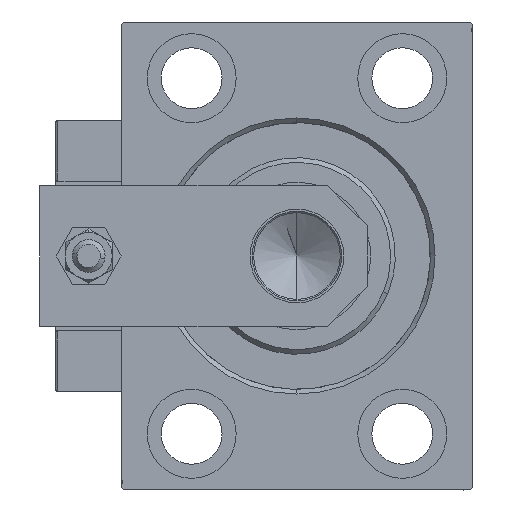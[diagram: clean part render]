
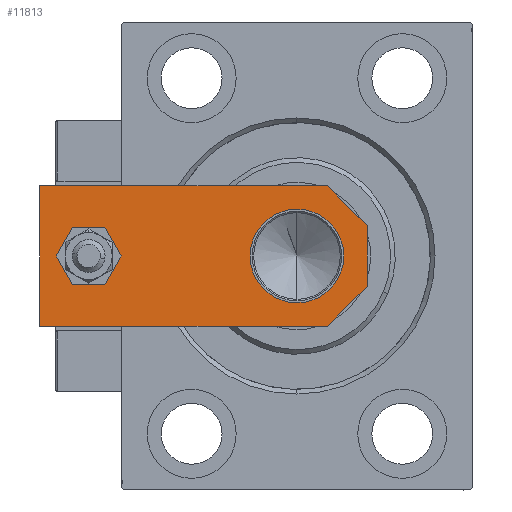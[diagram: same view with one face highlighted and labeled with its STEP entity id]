
A CAD part, left-side view. The second image highlights one B-rep face of the part: STEP entity #11813.
In plain terms, the highlighted face is planar.
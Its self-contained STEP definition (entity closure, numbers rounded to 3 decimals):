
#315 = VERTEX_POINT ( 'NONE', #38469 ) ;
#356 = DIRECTION ( 'NONE',  ( 1., 0., 0. ) ) ;
#830 = VECTOR ( 'NONE', #32068, 1000. ) ;
#1603 = DIRECTION ( 'NONE',  ( 1., 0., 0. ) ) ;
#2842 = ORIENTED_EDGE ( 'NONE', *, *, #32340, .T. ) ;
#3088 = CARTESIAN_POINT ( 'NONE',  ( 3.25, -3.25, 8. ) ) ;
#3543 = EDGE_CURVE ( 'NONE', #30980, #38527, #23710, .T. ) ;
#3646 = VECTOR ( 'NONE', #20072, 1000. ) ;
#4614 = EDGE_CURVE ( 'NONE', #15264, #49243, #37918, .T. ) ;
#4821 = FACE_BOUND ( 'NONE', #48960, .T. ) ;
#5344 = FACE_BOUND ( 'NONE', #35543, .T. ) ;
#5388 = VECTOR ( 'NONE', #1603, 1000. ) ;
#5560 = LINE ( 'NONE', #45322, #11839 ) ;
#6427 = CARTESIAN_POINT ( 'NONE',  ( -3.25, -3.25, 8. ) ) ;
#7358 = CARTESIAN_POINT ( 'NONE',  ( 15., 70., 8. ) ) ;
#7407 = AXIS2_PLACEMENT_3D ( 'NONE', #15772, #42996, #19704 ) ;
#8137 = EDGE_CURVE ( 'NONE', #47995, #15264, #35165, .T. ) ;
#8188 = DIRECTION ( 'NONE',  ( 1., 0., 0. ) ) ;
#8984 = CARTESIAN_POINT ( 'NONE',  ( 0., 0., 8. ) ) ;
#9014 = LINE ( 'NONE', #25254, #11905 ) ;
#9509 = DIRECTION ( 'NONE',  ( 0., 0., 1. ) ) ;
#10523 = AXIS2_PLACEMENT_3D ( 'NONE', #11749, #18850, #43431 ) ;
#11745 = ORIENTED_EDGE ( 'NONE', *, *, #8137, .T. ) ;
#11749 = CARTESIAN_POINT ( 'NONE',  ( 0., 59.5, 8. ) ) ;
#11813 = ADVANCED_FACE ( 'NONE', ( #5344, #33568, #4821 ), #21309, .T. ) ;
#11839 = VECTOR ( 'NONE', #37207, 1000. ) ;
#11905 = VECTOR ( 'NONE', #49574, 1000. ) ;
#12301 = EDGE_LOOP ( 'NONE', ( #41230, #11745, #36177, #2842, #17560, #18663 ) ) ;
#12893 = CARTESIAN_POINT ( 'NONE',  ( -10., 15., 8. ) ) ;
#13747 = CARTESIAN_POINT ( 'NONE',  ( -15., 70., 8. ) ) ;
#14510 = EDGE_CURVE ( 'NONE', #40748, #34026, #37523, .T. ) ;
#15264 = VERTEX_POINT ( 'NONE', #38925 ) ;
#15772 = CARTESIAN_POINT ( 'NONE',  ( 0., 59.5, 8. ) ) ;
#16281 = DIRECTION ( 'NONE',  ( 0., 0., 1. ) ) ;
#17058 = ORIENTED_EDGE ( 'NONE', *, *, #22199, .F. ) ;
#17560 = ORIENTED_EDGE ( 'NONE', *, *, #29492, .T. ) ;
#17758 = ORIENTED_EDGE ( 'NONE', *, *, #14510, .F. ) ;
#18663 = ORIENTED_EDGE ( 'NONE', *, *, #24720, .T. ) ;
#18850 = DIRECTION ( 'NONE',  ( 0., 0., 1. ) ) ;
#18959 = CARTESIAN_POINT ( 'NONE',  ( 6.5, 0., 8. ) ) ;
#19366 = EDGE_CURVE ( 'NONE', #27667, #47995, #35472, .T. ) ;
#19704 = DIRECTION ( 'NONE',  ( 1., 0., 0. ) ) ;
#20072 = DIRECTION ( 'NONE',  ( 0.707, 0.707, 0. ) ) ;
#21309 = PLANE ( 'NONE',  #34924 ) ;
#22199 = EDGE_CURVE ( 'NONE', #38527, #30980, #49403, .T. ) ;
#22421 = CARTESIAN_POINT ( 'NONE',  ( -15., 8.5, 8. ) ) ;
#22909 = DIRECTION ( 'NONE',  ( 0.707, -0.707, 0. ) ) ;
#23710 = CIRCLE ( 'NONE', #26221, 10. ) ;
#23909 = CARTESIAN_POINT ( 'NONE',  ( 0., 15., 8. ) ) ;
#23977 = CARTESIAN_POINT ( 'NONE',  ( -15., 70., 8. ) ) ;
#24025 = CIRCLE ( 'NONE', #10523, 4. ) ;
#24708 = ORIENTED_EDGE ( 'NONE', *, *, #3543, .F. ) ;
#24720 = EDGE_CURVE ( 'NONE', #39348, #27667, #5560, .T. ) ;
#25254 = CARTESIAN_POINT ( 'NONE',  ( 15., 0., 8. ) ) ;
#25493 = DIRECTION ( 'NONE',  ( 1., 0., 0. ) ) ;
#26221 = AXIS2_PLACEMENT_3D ( 'NONE', #40338, #16281, #356 ) ;
#27444 = CARTESIAN_POINT ( 'NONE',  ( -4., 59.5, 8. ) ) ;
#27667 = VERTEX_POINT ( 'NONE', #13747 ) ;
#29492 = EDGE_CURVE ( 'NONE', #315, #39348, #9014, .T. ) ;
#29720 = VECTOR ( 'NONE', #22909, 1000. ) ;
#30980 = VERTEX_POINT ( 'NONE', #12893 ) ;
#32068 = DIRECTION ( 'NONE',  ( 0., -1., 0. ) ) ;
#32340 = EDGE_CURVE ( 'NONE', #49243, #315, #51201, .T. ) ;
#33568 = FACE_OUTER_BOUND ( 'NONE', #12301, .T. ) ;
#33734 = CARTESIAN_POINT ( 'NONE',  ( -15., 0., 8. ) ) ;
#34026 = VERTEX_POINT ( 'NONE', #43253 ) ;
#34924 = AXIS2_PLACEMENT_3D ( 'NONE', #8984, #9509, #25493 ) ;
#35165 = LINE ( 'NONE', #6427, #29720 ) ;
#35472 = LINE ( 'NONE', #23977, #830 ) ;
#35543 = EDGE_LOOP ( 'NONE', ( #17758, #37859 ) ) ;
#35918 = DIRECTION ( 'NONE',  ( 0., 0., 1. ) ) ;
#36177 = ORIENTED_EDGE ( 'NONE', *, *, #4614, .T. ) ;
#37207 = DIRECTION ( 'NONE',  ( -1., 0., 0. ) ) ;
#37523 = CIRCLE ( 'NONE', #7407, 4. ) ;
#37859 = ORIENTED_EDGE ( 'NONE', *, *, #50837, .F. ) ;
#37918 = LINE ( 'NONE', #33734, #5388 ) ;
#38469 = CARTESIAN_POINT ( 'NONE',  ( 15., 8.5, 8. ) ) ;
#38527 = VERTEX_POINT ( 'NONE', #42110 ) ;
#38925 = CARTESIAN_POINT ( 'NONE',  ( -6.5, 0., 8. ) ) ;
#39348 = VERTEX_POINT ( 'NONE', #7358 ) ;
#40177 = AXIS2_PLACEMENT_3D ( 'NONE', #23909, #35918, #8188 ) ;
#40338 = CARTESIAN_POINT ( 'NONE',  ( 0., 15., 8. ) ) ;
#40748 = VERTEX_POINT ( 'NONE', #27444 ) ;
#41230 = ORIENTED_EDGE ( 'NONE', *, *, #19366, .T. ) ;
#42110 = CARTESIAN_POINT ( 'NONE',  ( 10., 15., 8. ) ) ;
#42996 = DIRECTION ( 'NONE',  ( 0., 0., 1. ) ) ;
#43253 = CARTESIAN_POINT ( 'NONE',  ( 4., 59.5, 8. ) ) ;
#43431 = DIRECTION ( 'NONE',  ( 1., 0., 0. ) ) ;
#45322 = CARTESIAN_POINT ( 'NONE',  ( 15., 70., 8. ) ) ;
#47995 = VERTEX_POINT ( 'NONE', #22421 ) ;
#48960 = EDGE_LOOP ( 'NONE', ( #24708, #17058 ) ) ;
#49243 = VERTEX_POINT ( 'NONE', #18959 ) ;
#49403 = CIRCLE ( 'NONE', #40177, 10. ) ;
#49574 = DIRECTION ( 'NONE',  ( 0., 1., 0. ) ) ;
#50837 = EDGE_CURVE ( 'NONE', #34026, #40748, #24025, .T. ) ;
#51201 = LINE ( 'NONE', #3088, #3646 ) ;
